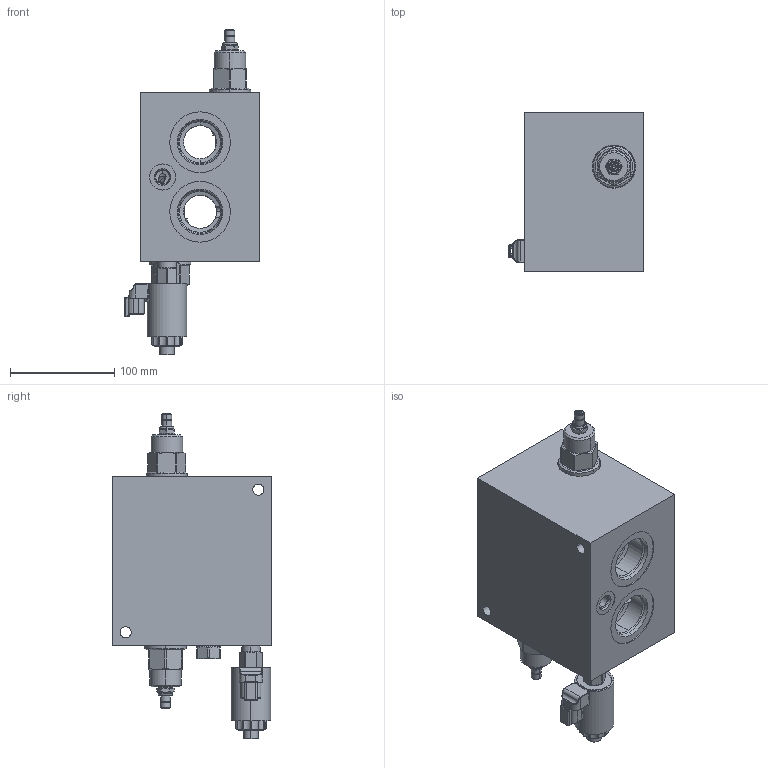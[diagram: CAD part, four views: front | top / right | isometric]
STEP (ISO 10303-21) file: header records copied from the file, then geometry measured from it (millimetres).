
FILE_DESCRIPTION((''),'2;1');
FILE_NAME('XRGLLANFN912_ASM','2022-04-25T',('ProEService'),(''),'PRO/ENGINEER BY PARAMETRIC TECHNOLOGY CORPORATION, 2014200','PRO/ENGINEER BY PARAMETRIC TECHNOLOGY CORPORATION, 2014200','');
FILE_SCHEMA(('CONFIG_CONTROL_DESIGN'));
Length unit declared in the file: inch
Products named in the file (5): 155-567-006; RVGALAN; DTAFMHN912; CSABXXN; XRGLLANFN912_ASM
Assembly tree (5 placements, depth 2):
  XRGLLANFN912_ASM
    155-567-006
    RVGALAN  x2
    DTAFMHN912
    CSABXXN
Bounding box: 129.69 x 152.4 x 311.33 mm (x, y, z)
Volume: 2525755.9 mm3; surface area: 289275.9 mm2
Topology: 21 solids, 22 shells, 1564 faces, 4302 edges, 3019 vertices
Faces by surface type: cylinder 536, plane 486, cone 299, torus 173, revolution 44, bspline 14, sphere 12
Entity records: 50110 total; most frequent: CARTESIAN_POINT 15767, DIRECTION 7356, ORIENTED_EDGE 6540, EDGE_CURVE 3270, AXIS2_PLACEMENT_3D 2747, VERTEX_POINT 2041, VECTOR 1830, LINE 1830
